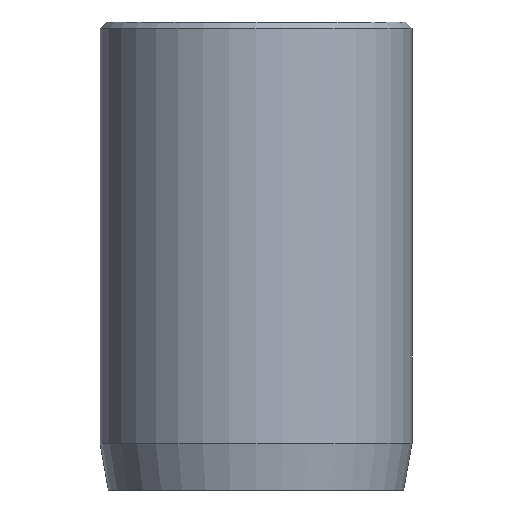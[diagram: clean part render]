
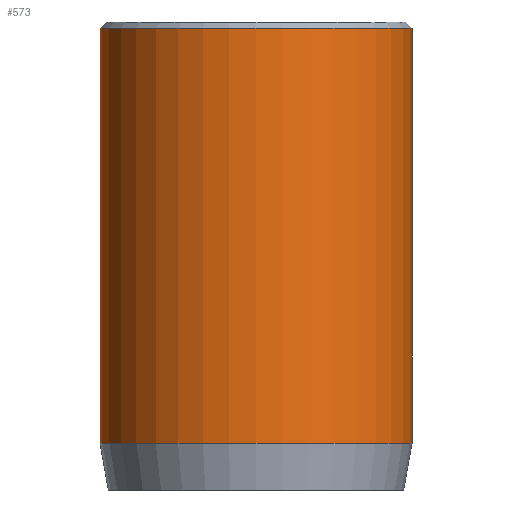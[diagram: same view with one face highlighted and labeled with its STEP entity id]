
A CAD part, front view. The second image highlights one B-rep face of the part: STEP entity #573.
In plain terms, the highlighted cylindrical face has radius 5 mm (diameter 10 mm), a partial arc.
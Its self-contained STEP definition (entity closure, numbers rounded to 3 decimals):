
#53 = ORIENTED_EDGE ( 'NONE', *, *, #697, .T. ) ;
#120 = VERTEX_POINT ( 'NONE', #605 ) ;
#135 = VERTEX_POINT ( 'NONE', #554 ) ;
#177 = VERTEX_POINT ( 'NONE', #449 ) ;
#195 = VERTEX_POINT ( 'NONE', #405 ) ;
#235 = ORIENTED_EDGE ( 'NONE', *, *, #868, .T. ) ;
#366 = CARTESIAN_POINT ( 'NONE',  ( 5., 0., 15. ) ) ;
#396 = DIRECTION ( 'NONE',  ( 0., 0., -1. ) ) ;
#405 = CARTESIAN_POINT ( 'NONE',  ( 5., 0., 14.8 ) ) ;
#449 = CARTESIAN_POINT ( 'NONE',  ( -5., 0., 14.8 ) ) ;
#504 = EDGE_LOOP ( 'NONE', ( #812, #235, #687, #53 ) ) ;
#514 = VECTOR ( 'NONE', #849, 1000. ) ;
#554 = CARTESIAN_POINT ( 'NONE',  ( -5., 0., 1.5 ) ) ;
#563 = CARTESIAN_POINT ( 'NONE',  ( 0., 0., 14.8 ) ) ;
#573 = ADVANCED_FACE ( 'NONE', ( #1081 ), #595, .T. ) ;
#595 = CYLINDRICAL_SURFACE ( 'NONE', #601, 5. ) ;
#601 = AXIS2_PLACEMENT_3D ( 'NONE', #1040, #396, #791 ) ;
#605 = CARTESIAN_POINT ( 'NONE',  ( 5., 0., 1.5 ) ) ;
#610 = CIRCLE ( 'NONE', #637, 5. ) ;
#637 = AXIS2_PLACEMENT_3D ( 'NONE', #563, #1137, #658 ) ;
#658 = DIRECTION ( 'NONE',  ( 1., 0., 0. ) ) ;
#659 = DIRECTION ( 'NONE',  ( 1., 0., 0. ) ) ;
#660 = AXIS2_PLACEMENT_3D ( 'NONE', #670, #664, #659 ) ;
#664 = DIRECTION ( 'NONE',  ( 0., 0., 1. ) ) ;
#670 = CARTESIAN_POINT ( 'NONE',  ( 0., 0., 1.5 ) ) ;
#677 = EDGE_CURVE ( 'NONE', #177, #135, #794, .T. ) ;
#687 = ORIENTED_EDGE ( 'NONE', *, *, #677, .T. ) ;
#697 = EDGE_CURVE ( 'NONE', #135, #120, #767, .T. ) ;
#767 = CIRCLE ( 'NONE', #660, 5. ) ;
#791 = DIRECTION ( 'NONE',  ( -1., 0., 0. ) ) ;
#794 = LINE ( 'NONE', #915, #983 ) ;
#812 = ORIENTED_EDGE ( 'NONE', *, *, #953, .F. ) ;
#849 = DIRECTION ( 'NONE',  ( 0., 0., -1. ) ) ;
#868 = EDGE_CURVE ( 'NONE', #195, #177, #610, .T. ) ;
#912 = DIRECTION ( 'NONE',  ( 0., 0., -1. ) ) ;
#915 = CARTESIAN_POINT ( 'NONE',  ( -5., 0., 15. ) ) ;
#953 = EDGE_CURVE ( 'NONE', #195, #120, #993, .T. ) ;
#983 = VECTOR ( 'NONE', #912, 1000. ) ;
#993 = LINE ( 'NONE', #366, #514 ) ;
#1040 = CARTESIAN_POINT ( 'NONE',  ( 0., 0., 15. ) ) ;
#1081 = FACE_OUTER_BOUND ( 'NONE', #504, .T. ) ;
#1137 = DIRECTION ( 'NONE',  ( 0., 0., -1. ) ) ;
